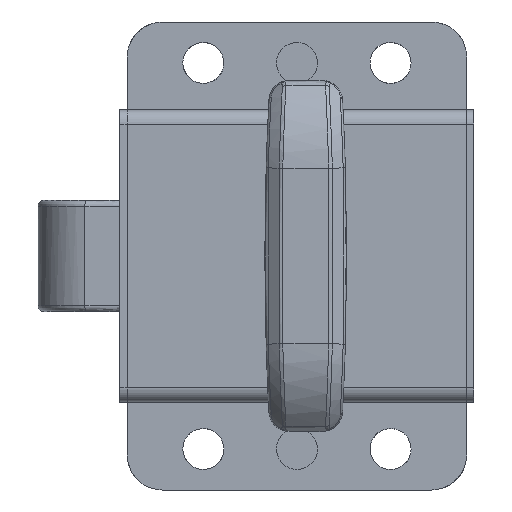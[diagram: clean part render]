
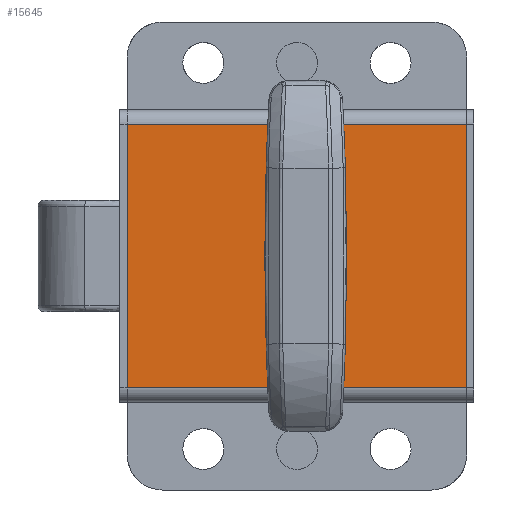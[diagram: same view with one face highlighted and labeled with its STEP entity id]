
A CAD part, front view. The second image highlights one B-rep face of the part: STEP entity #15645.
In plain terms, the highlighted free-form (B-spline) face has degree [1, 1] with [2, 2] control points.
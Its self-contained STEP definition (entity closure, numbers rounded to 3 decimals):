
#13821=CARTESIAN_POINT('',(4.963,-15.0,4.197));
#13822=VERTEX_POINT('',#13821);
#13828=CARTESIAN_POINT('',(0.,-15.0,6.5));
#13829=VERTEX_POINT('',#13828);
#13830=CARTESIAN_POINT('',(4.963,-15.0,4.197));
#13831=CARTESIAN_POINT('',(4.716,-15.0,4.489));
#13832=CARTESIAN_POINT('',(4.108,-15.,5.092));
#13833=CARTESIAN_POINT('',(2.948,-15.,5.858));
#13834=CARTESIAN_POINT('',(1.529,-15.,6.381));
#13835=CARTESIAN_POINT('',(0.5,-15.,6.5));
#13836=CARTESIAN_POINT('',(0.,-15.0,6.5));
#13837=B_SPLINE_CURVE_WITH_KNOTS('',3,(#13830,#13831,#13832,#13833,#13834,#13835,#13836),.UNSPECIFIED.,.F.,.U.,(4,1,1,1,4),(0.,1.147,2.559,4.147,5.647),.UNSPECIFIED.);
#13838=EDGE_CURVE('',#13822,#13829,#13837,.T.);
#13840=CARTESIAN_POINT('',(-6.5,-15.0,0.));
#13841=VERTEX_POINT('',#13840);
#13842=CARTESIAN_POINT('',(0.,-15.0,6.5));
#13843=CARTESIAN_POINT('',(-0.425,-15.,6.5));
#13844=CARTESIAN_POINT('',(-1.329,-15.,6.411));
#13845=CARTESIAN_POINT('',(-2.452,-15.,6.056));
#13846=CARTESIAN_POINT('',(-3.397,-15.,5.565));
#13847=CARTESIAN_POINT('',(-4.248,-15.,4.966));
#13848=CARTESIAN_POINT('',(-5.037,-15.,4.167));
#13849=CARTESIAN_POINT('',(-5.65,-15.,3.262));
#13850=CARTESIAN_POINT('',(-6.111,-15.,2.301));
#13851=CARTESIAN_POINT('',(-6.424,-15.,1.223));
#13852=CARTESIAN_POINT('',(-6.5,-15.,0.399));
#13853=CARTESIAN_POINT('',(-6.5,-15.0,0.));
#13854=B_SPLINE_CURVE_WITH_KNOTS('',3,(#13842,#13843,#13844,#13845,#13846,#13847,#13848,#13849,#13850,#13851,#13852,#13853),.UNSPECIFIED.,.F.,.U.,(4,1,1,1,1,1,1,1,1,4),(0.,1.276,2.712,3.51,4.467,5.823,6.86,7.737,9.014,10.21),.UNSPECIFIED.);
#13855=EDGE_CURVE('',#13829,#13841,#13854,.T.);
#13857=CARTESIAN_POINT('',(0.,-15.0,-6.5));
#13858=VERTEX_POINT('',#13857);
#13859=CARTESIAN_POINT('',(-6.5,-15.0,0.));
#13860=CARTESIAN_POINT('',(-6.5,-15.0,-0.558));
#13861=CARTESIAN_POINT('',(-6.383,-15.,-1.462));
#13862=CARTESIAN_POINT('',(-5.959,-15.,-2.67));
#13863=CARTESIAN_POINT('',(-5.367,-15.,-3.746));
#13864=CARTESIAN_POINT('',(-4.586,-15.,-4.663));
#13865=CARTESIAN_POINT('',(-3.566,-15.,-5.479));
#13866=CARTESIAN_POINT('',(-2.48,-15.,-6.059));
#13867=CARTESIAN_POINT('',(-1.223,-15.,-6.424));
#13868=CARTESIAN_POINT('',(-0.399,-15.,-6.5));
#13869=CARTESIAN_POINT('',(0.,-15.0,-6.5));
#13870=B_SPLINE_CURVE_WITH_KNOTS('',3,(#13859,#13860,#13861,#13862,#13863,#13864,#13865,#13866,#13867,#13868,#13869),.UNSPECIFIED.,.F.,.U.,(4,1,1,1,1,1,1,1,4),(0.,1.675,2.712,3.829,5.344,6.302,7.737,9.014,10.21),.UNSPECIFIED.);
#13871=EDGE_CURVE('',#13841,#13858,#13870,.T.);
#13873=CARTESIAN_POINT('',(4.474,-15.0,-4.715));
#13874=VERTEX_POINT('',#13873);
#13875=CARTESIAN_POINT('',(0.,-15.0,-6.5));
#13876=CARTESIAN_POINT('',(0.463,-15.,-6.5));
#13877=CARTESIAN_POINT('',(1.208,-15.,-6.42));
#13878=CARTESIAN_POINT('',(2.347,-15.,-6.094));
#13879=CARTESIAN_POINT('',(3.42,-15.,-5.583));
#13880=CARTESIAN_POINT('',(4.139,-15.,-5.033));
#13881=CARTESIAN_POINT('',(4.474,-15.0,-4.715));
#13882=B_SPLINE_CURVE_WITH_KNOTS('',3,(#13875,#13876,#13877,#13878,#13879,#13880,#13881),.UNSPECIFIED.,.F.,.U.,(4,1,1,1,4),(0.,1.388,2.236,3.547,4.935),.UNSPECIFIED.);
#13883=EDGE_CURVE('',#13858,#13874,#13882,.T.);
#13973=CARTESIAN_POINT('',(6.5,-15.0,0.));
#13974=VERTEX_POINT('',#13973);
#13975=CARTESIAN_POINT('',(4.474,-15.0,-4.715));
#13976=CARTESIAN_POINT('',(4.973,-15.,-4.242));
#13977=CARTESIAN_POINT('',(5.665,-15.0,-3.336));
#13978=CARTESIAN_POINT('',(6.342,-15.,-1.703));
#13979=CARTESIAN_POINT('',(6.5,-15.,-0.632));
#13980=CARTESIAN_POINT('',(6.5,-15.0,0.));
#13981=B_SPLINE_CURVE_WITH_KNOTS('',3,(#13975,#13976,#13977,#13978,#13979,#13980),.UNSPECIFIED.,.F.,.U.,(4,1,1,4),(0.,2.061,3.379,5.275),.UNSPECIFIED.);
#13982=EDGE_CURVE('',#13874,#13974,#13981,.T.);
#13984=CARTESIAN_POINT('',(6.5,-15.0,0.));
#13985=CARTESIAN_POINT('',(6.5,-15.,0.642));
#13986=CARTESIAN_POINT('',(6.362,-15.,1.568));
#13987=CARTESIAN_POINT('',(5.822,-15.,2.994));
#13988=CARTESIAN_POINT('',(5.347,-15.,3.744));
#13989=CARTESIAN_POINT('',(4.963,-15.0,4.197));
#13990=B_SPLINE_CURVE_WITH_KNOTS('',3,(#13984,#13985,#13986,#13987,#13988,#13989),.UNSPECIFIED.,.F.,.U.,(4,1,1,4),(0.,1.925,2.781,4.563),.UNSPECIFIED.);
#13991=EDGE_CURVE('',#13974,#13822,#13990,.T.);
#15109=CARTESIAN_POINT('',(-30.5,-15.0,-22.5));
#15110=VERTEX_POINT('',#15109);
#15124=CARTESIAN_POINT('',(-30.5,-15.0,22.5));
#15125=VERTEX_POINT('',#15124);
#15126=CARTESIAN_POINT('',(-30.5,-15.0,22.5));
#15127=CARTESIAN_POINT('',(-30.5,-15.0,-22.5));
#15128=QUASI_UNIFORM_CURVE('',1,(#15126,#15127),.UNSPECIFIED.,.F.,.U.);
#15129=EDGE_CURVE('',#15125,#15110,#15128,.T.);
#15352=CARTESIAN_POINT('',(27.5,-15.0,22.5));
#15353=VERTEX_POINT('',#15352);
#15367=CARTESIAN_POINT('',(27.5,-15.0,-22.5));
#15368=VERTEX_POINT('',#15367);
#15369=CARTESIAN_POINT('',(27.5,-15.0,22.5));
#15370=CARTESIAN_POINT('',(27.5,-15.0,-22.5));
#15371=QUASI_UNIFORM_CURVE('',1,(#15369,#15370),.UNSPECIFIED.,.F.,.U.);
#15372=EDGE_CURVE('',#15353,#15368,#15371,.T.);
#15614=CARTESIAN_POINT('',(27.5,-15.0,-22.5));
#15615=CARTESIAN_POINT('',(-30.5,-15.0,-22.5));
#15616=QUASI_UNIFORM_CURVE('',1,(#15614,#15615),.UNSPECIFIED.,.F.,.U.);
#15617=EDGE_CURVE('',#15368,#15110,#15616,.T.);
#15622=CARTESIAN_POINT('',(-33.397,-15.0,-24.748));
#15623=CARTESIAN_POINT('',(-33.397,-15.0,24.748));
#15624=CARTESIAN_POINT('',(30.397,-15.0,-24.748));
#15625=CARTESIAN_POINT('',(30.397,-15.0,24.748));
#15626=B_SPLINE_SURFACE_WITH_KNOTS('',1,1,((#15622,#15624),(#15623,#15625)),.UNSPECIFIED.,.F.,.F.,.U.,(2,2),(2,2),(0.0,49.496),(0.0,63.794),.UNSPECIFIED.);
#15627=ORIENTED_EDGE('',*,*,#15129,.T.);
#15628=ORIENTED_EDGE('',*,*,#15617,.F.);
#15629=ORIENTED_EDGE('',*,*,#15372,.F.);
#15630=CARTESIAN_POINT('',(27.5,-15.0,22.5));
#15631=CARTESIAN_POINT('',(-30.5,-15.0,22.5));
#15632=QUASI_UNIFORM_CURVE('',1,(#15630,#15631),.UNSPECIFIED.,.F.,.U.);
#15633=EDGE_CURVE('',#15353,#15125,#15632,.T.);
#15634=ORIENTED_EDGE('',*,*,#15633,.T.);
#15635=EDGE_LOOP('',(#15627,#15628,#15629,#15634));
#15636=FACE_OUTER_BOUND('',#15635,.T.);
#15637=ORIENTED_EDGE('',*,*,#13855,.F.);
#15638=ORIENTED_EDGE('',*,*,#13838,.F.);
#15639=ORIENTED_EDGE('',*,*,#13991,.F.);
#15640=ORIENTED_EDGE('',*,*,#13982,.F.);
#15641=ORIENTED_EDGE('',*,*,#13883,.F.);
#15642=ORIENTED_EDGE('',*,*,#13871,.F.);
#15643=EDGE_LOOP('',(#15637,#15638,#15639,#15640,#15641,#15642));
#15644=FACE_BOUND('',#15643,.T.);
#15645=ADVANCED_FACE('',(#15636,#15644),#15626,.F.);
